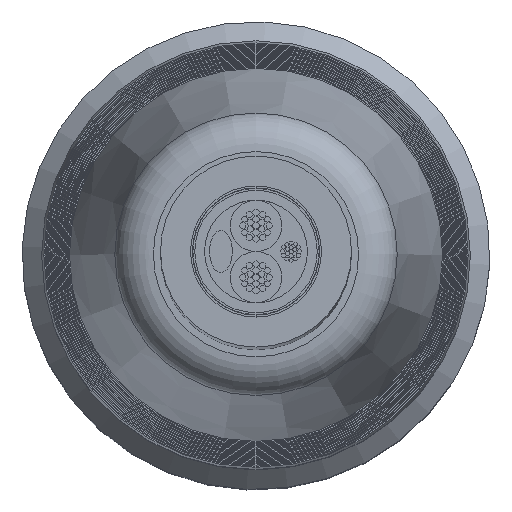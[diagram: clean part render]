
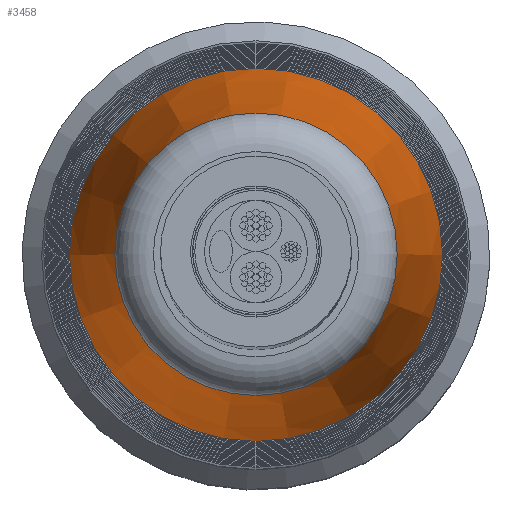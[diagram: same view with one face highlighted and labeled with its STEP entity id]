
A CAD part, top view. The second image highlights one B-rep face of the part: STEP entity #3458.
In plain terms, the highlighted conical face has half-angle 8.13 degrees and reference radius 5.715 mm.
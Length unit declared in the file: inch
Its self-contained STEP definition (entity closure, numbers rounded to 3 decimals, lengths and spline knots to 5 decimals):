
#21=CONICAL_SURFACE('',#3885,0.225,8.13);
#239=FACE_BOUND('',#1058,.T.);
#639=FACE_OUTER_BOUND('',#1057,.T.);
#1057=EDGE_LOOP('',(#2795));
#1058=EDGE_LOOP('',(#2796));
#1509=CIRCLE('',#3883,0.18113);
#1511=CIRCLE('',#3886,0.23929);
#1804=VERTEX_POINT('',#6006);
#1806=VERTEX_POINT('',#6011);
#2149=EDGE_CURVE('',#1804,#1804,#1509,.T.);
#2151=EDGE_CURVE('',#1806,#1806,#1511,.T.);
#2795=ORIENTED_EDGE('',*,*,#2151,.T.);
#2796=ORIENTED_EDGE('',*,*,#2149,.F.);
#3458=ADVANCED_FACE('',(#639,#239),#21,.T.);
#3883=AXIS2_PLACEMENT_3D('',#6007,#4811,#4812);
#3885=AXIS2_PLACEMENT_3D('',#6010,#4815,#4816);
#3886=AXIS2_PLACEMENT_3D('',#6012,#4817,#4818);
#4811=DIRECTION('center_axis',(0.,0.,
1.));
#4812=DIRECTION('ref_axis',(1.,0.,0.));
#4815=DIRECTION('center_axis',(0.,0.,
-1.));
#4816=DIRECTION('ref_axis',(-1.,0.,0.));
#4817=DIRECTION('center_axis',(0.,0.,
1.));
#4818=DIRECTION('ref_axis',(-1.,0.,0.));
#6006=CARTESIAN_POINT('',(-0.18113,0.,1.57307));
#6007=CARTESIAN_POINT('Origin',(0.,0.,
1.57307));
#6010=CARTESIAN_POINT('Origin',(0.,0.,
1.266));
#6011=CARTESIAN_POINT('',(0.23929,0.,1.166));
#6012=CARTESIAN_POINT('Origin',(0.,0.,
1.166));
